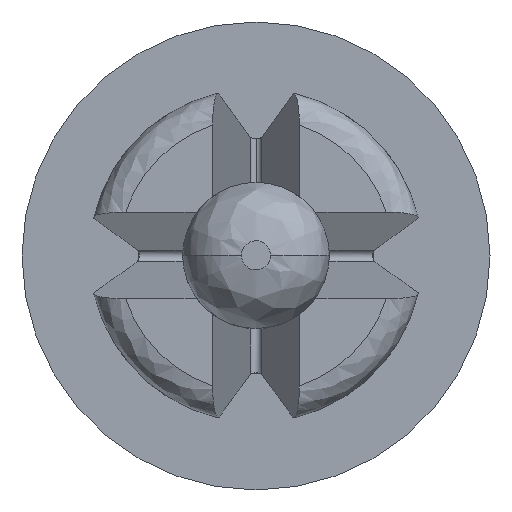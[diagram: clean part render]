
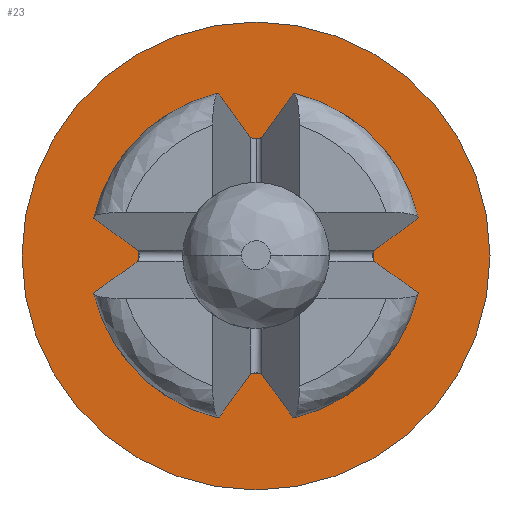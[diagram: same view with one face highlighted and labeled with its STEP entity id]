
A CAD part, top view. The second image highlights one B-rep face of the part: STEP entity #23.
In plain terms, the highlighted planar face has unit normal (0, 0, 1).
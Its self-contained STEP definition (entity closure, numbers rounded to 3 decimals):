
#16 = DIRECTION ( 'NONE',  ( 0., -1., 0. ) ) ;
#23 = ADVANCED_FACE ( 'NONE', ( #744, #398 ), #289, .F. ) ;
#100 = AXIS2_PLACEMENT_3D ( 'NONE', #390, #515, #16 ) ;
#156 = ORIENTED_EDGE ( 'NONE', *, *, #828, .F. ) ;
#237 = ORIENTED_EDGE ( 'NONE', *, *, #1155, .F. ) ;
#257 = AXIS2_PLACEMENT_3D ( 'NONE', #1522, #672, #1383 ) ;
#289 = PLANE ( 'NONE',  #100 ) ;
#343 = CARTESIAN_POINT ( 'NONE',  ( 2., 0., 0. ) ) ;
#344 = ORIENTED_EDGE ( 'NONE', *, *, #929, .F. ) ;
#367 = AXIS2_PLACEMENT_3D ( 'NONE', #987, #1127, #872 ) ;
#372 = VERTEX_POINT ( 'NONE', #1075 ) ;
#390 = CARTESIAN_POINT ( 'NONE',  ( 2., 0., 0. ) ) ;
#395 = CARTESIAN_POINT ( 'NONE',  ( -4., 0., 0. ) ) ;
#398 = FACE_OUTER_BOUND ( 'NONE', #587, .T. ) ;
#417 = DIRECTION ( 'NONE',  ( -1., 0., 0. ) ) ;
#515 = DIRECTION ( 'NONE',  ( 0., 0., -1. ) ) ;
#546 = CIRCLE ( 'NONE', #1300, 2. ) ;
#568 = VERTEX_POINT ( 'NONE', #395 ) ;
#574 = ORIENTED_EDGE ( 'NONE', *, *, #1367, .F. ) ;
#587 = EDGE_LOOP ( 'NONE', ( #156, #237 ) ) ;
#615 = DIRECTION ( 'NONE',  ( -1., 0., 0. ) ) ;
#672 = DIRECTION ( 'NONE',  ( 0., 0., 1. ) ) ;
#712 = CARTESIAN_POINT ( 'NONE',  ( -2., 0., 0. ) ) ;
#744 = FACE_BOUND ( 'NONE', #1486, .T. ) ;
#802 = VERTEX_POINT ( 'NONE', #712 ) ;
#828 = EDGE_CURVE ( 'NONE', #568, #372, #1197, .T. ) ;
#872 = DIRECTION ( 'NONE',  ( -1., 0., 0. ) ) ;
#929 = EDGE_CURVE ( 'NONE', #802, #1392, #1170, .T. ) ;
#987 = CARTESIAN_POINT ( 'NONE',  ( 0., 0., 0. ) ) ;
#1017 = DIRECTION ( 'NONE',  ( 0., 0., 1. ) ) ;
#1023 = CARTESIAN_POINT ( 'NONE',  ( 0., 0., 0. ) ) ;
#1075 = CARTESIAN_POINT ( 'NONE',  ( 4., 0., 0. ) ) ;
#1115 = CARTESIAN_POINT ( 'NONE',  ( 0., 0., 0. ) ) ;
#1127 = DIRECTION ( 'NONE',  ( 0., 0., -1. ) ) ;
#1155 = EDGE_CURVE ( 'NONE', #372, #568, #1519, .T. ) ;
#1170 = CIRCLE ( 'NONE', #257, 2. ) ;
#1197 = CIRCLE ( 'NONE', #1251, 4. ) ;
#1251 = AXIS2_PLACEMENT_3D ( 'NONE', #1115, #1489, #615 ) ;
#1300 = AXIS2_PLACEMENT_3D ( 'NONE', #1023, #1017, #417 ) ;
#1367 = EDGE_CURVE ( 'NONE', #1392, #802, #546, .T. ) ;
#1383 = DIRECTION ( 'NONE',  ( -1., 0., 0. ) ) ;
#1392 = VERTEX_POINT ( 'NONE', #343 ) ;
#1486 = EDGE_LOOP ( 'NONE', ( #344, #574 ) ) ;
#1489 = DIRECTION ( 'NONE',  ( 0., 0., -1. ) ) ;
#1519 = CIRCLE ( 'NONE', #367, 4. ) ;
#1522 = CARTESIAN_POINT ( 'NONE',  ( 0., 0., 0. ) ) ;
